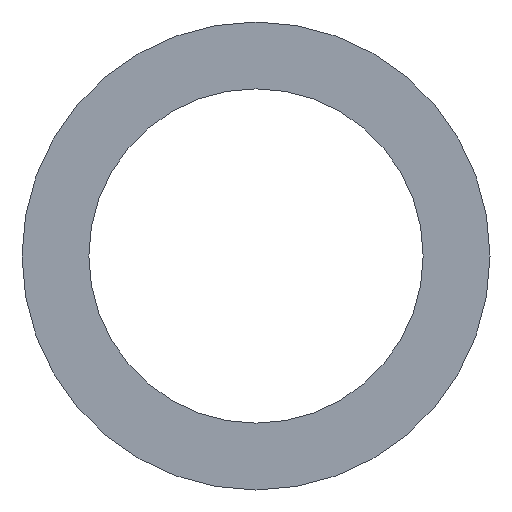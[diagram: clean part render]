
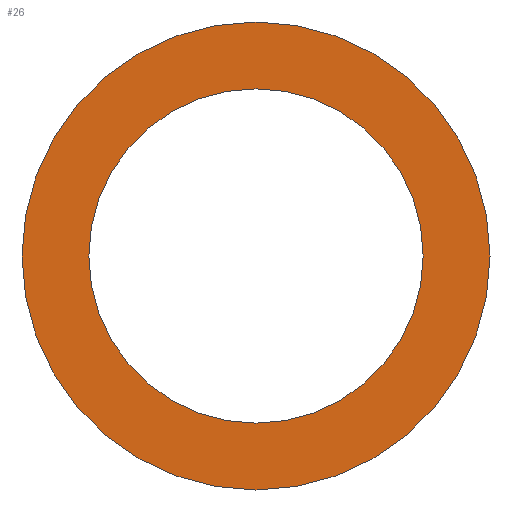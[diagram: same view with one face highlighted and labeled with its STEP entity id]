
A CAD part, left-side view. The second image highlights one B-rep face of the part: STEP entity #26.
In plain terms, the highlighted planar face has unit normal (-1, 0, 0).
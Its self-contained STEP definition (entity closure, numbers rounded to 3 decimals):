
#1 = EDGE_CURVE ( 'NONE', #127, #124, #163, .T. ) ;
#3 = EDGE_CURVE ( 'NONE', #122, #121, #126, .T. ) ;
#4 = EDGE_CURVE ( 'NONE', #121, #122, #164, .T. ) ;
#5 = EDGE_CURVE ( 'NONE', #124, #127, #167, .T. ) ;
#13 = AXIS2_PLACEMENT_3D ( 'NONE', #34, #97, #37 ) ;
#14 = AXIS2_PLACEMENT_3D ( 'NONE', #82, #83, #36 ) ;
#15 = AXIS2_PLACEMENT_3D ( 'NONE', #57, #58, #59 ) ;
#16 = AXIS2_PLACEMENT_3D ( 'NONE', #56, #41, #42 ) ;
#23 = AXIS2_PLACEMENT_3D ( 'NONE', #70, #68, #69 ) ;
#26 = ADVANCED_FACE ( 'NONE', ( #178, #184 ), #76, .F. ) ;
#34 = CARTESIAN_POINT ( 'NONE',  ( -1., 0., 0. ) ) ;
#36 = DIRECTION ( 'NONE',  ( 0., 0., 1. ) ) ;
#37 = DIRECTION ( 'NONE',  ( 0., 0., 1. ) ) ;
#41 = DIRECTION ( 'NONE',  ( -1., 0., 0. ) ) ;
#42 = DIRECTION ( 'NONE',  ( 0., 0., 1. ) ) ;
#56 = CARTESIAN_POINT ( 'NONE',  ( -1., 0., 0. ) ) ;
#57 = CARTESIAN_POINT ( 'NONE',  ( -1., 0., 0. ) ) ;
#58 = DIRECTION ( 'NONE',  ( -1., 0., 0. ) ) ;
#59 = DIRECTION ( 'NONE',  ( 0., 0., 1. ) ) ;
#64 = CARTESIAN_POINT ( 'NONE',  ( -1., 0., 10. ) ) ;
#67 = CARTESIAN_POINT ( 'NONE',  ( -1., 0., 14. ) ) ;
#68 = DIRECTION ( 'NONE',  ( 1., 0., 0. ) ) ;
#69 = DIRECTION ( 'NONE',  ( 0., 0., -1. ) ) ;
#70 = CARTESIAN_POINT ( 'NONE',  ( -1., 14., 0. ) ) ;
#76 = PLANE ( 'NONE',  #23 ) ;
#82 = CARTESIAN_POINT ( 'NONE',  ( -1., 0., 0. ) ) ;
#83 = DIRECTION ( 'NONE',  ( -1., 0., 0. ) ) ;
#97 = DIRECTION ( 'NONE',  ( -1., 0., 0. ) ) ;
#100 = CARTESIAN_POINT ( 'NONE',  ( -1., 0., -14. ) ) ;
#116 = CARTESIAN_POINT ( 'NONE',  ( -1., 0., -10. ) ) ;
#121 = VERTEX_POINT ( 'NONE', #67 ) ;
#122 = VERTEX_POINT ( 'NONE', #100 ) ;
#124 = VERTEX_POINT ( 'NONE', #116 ) ;
#126 = CIRCLE ( 'NONE', #14, 14. ) ;
#127 = VERTEX_POINT ( 'NONE', #64 ) ;
#143 = ORIENTED_EDGE ( 'NONE', *, *, #1, .F. ) ;
#144 = ORIENTED_EDGE ( 'NONE', *, *, #5, .F. ) ;
#145 = ORIENTED_EDGE ( 'NONE', *, *, #4, .T. ) ;
#146 = ORIENTED_EDGE ( 'NONE', *, *, #3, .T. ) ;
#161 = EDGE_LOOP ( 'NONE', ( #143, #144 ) ) ;
#162 = EDGE_LOOP ( 'NONE', ( #145, #146 ) ) ;
#163 = CIRCLE ( 'NONE', #13, 10. ) ;
#164 = CIRCLE ( 'NONE', #15, 14. ) ;
#167 = CIRCLE ( 'NONE', #16, 10. ) ;
#178 = FACE_BOUND ( 'NONE', #161, .T. ) ;
#184 = FACE_OUTER_BOUND ( 'NONE', #162, .T. ) ;
